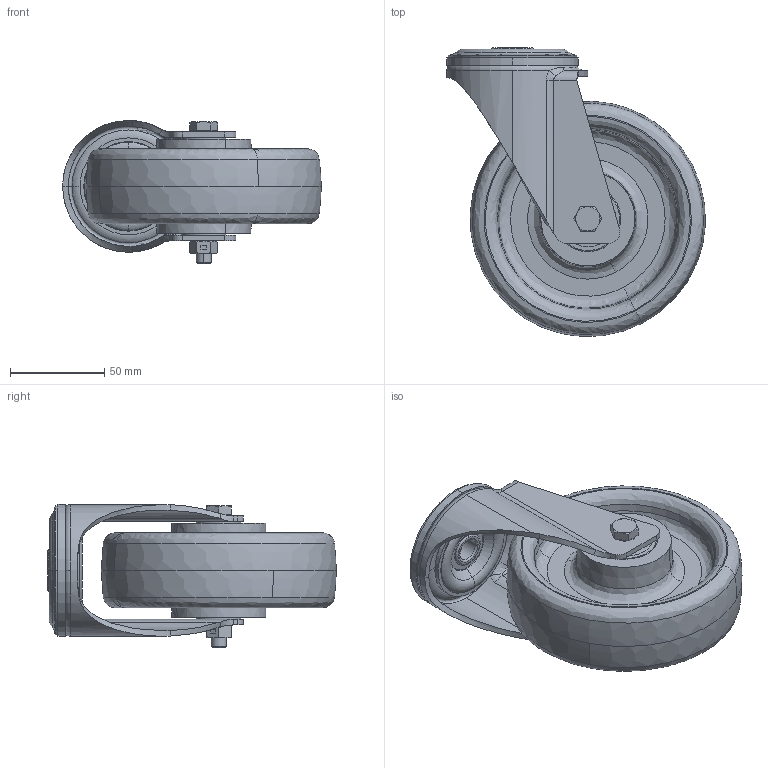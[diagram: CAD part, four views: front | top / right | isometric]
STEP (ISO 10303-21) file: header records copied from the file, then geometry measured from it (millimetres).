
FILE_DESCRIPTION (( 'STEP AP214' ), '1' );
FILE_NAME ('0056465.step', '2023-08-03T10:21:25', ( '' ), ( '' ), 'SwSTEP 2.0', 'SolidWorks 2020', '' );
FILE_SCHEMA (( 'AUTOMOTIVE_DESIGN' ));
Length unit declared in the file: millimetre
Products named in the file (1): 0056465
Bounding box: 137.44 x 153.44 x 76 mm (x, y, z)
Volume: 394312.7 mm3; surface area: 124272.2 mm2
Topology: 19 solids, 20 shells, 429 faces, 905 edges, 538 vertices
Faces by surface type: cylinder 125, plane 104, torus 94, cone 70, bspline 36
Entity records: 19439 total; most frequent: CARTESIAN_POINT 5189, DIRECTION 2107, ORIENTED_EDGE 1810, AXIS2_PLACEMENT_3D 930, EDGE_CURVE 905, VERTEX_POINT 538, CIRCLE 536, EDGE_LOOP 493
